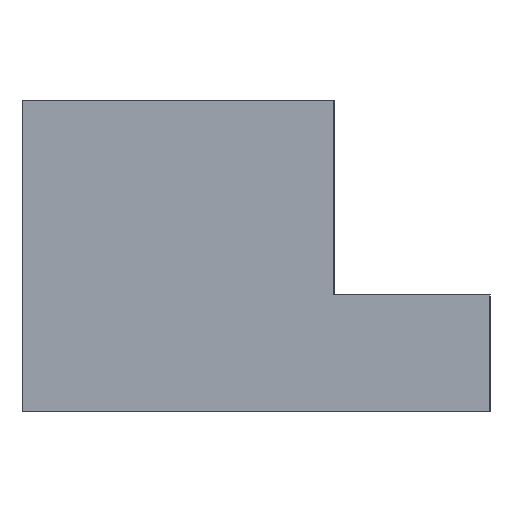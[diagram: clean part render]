
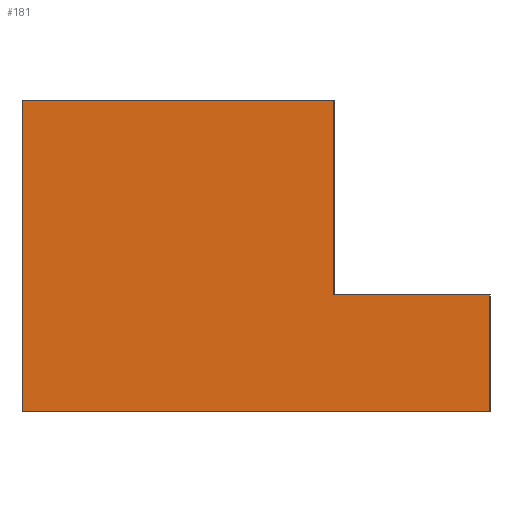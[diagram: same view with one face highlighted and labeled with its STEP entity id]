
A CAD part, left-side view. The second image highlights one B-rep face of the part: STEP entity #181.
In plain terms, the highlighted planar face has unit normal (-1, 0, 0).
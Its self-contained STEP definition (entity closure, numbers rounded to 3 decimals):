
#21 = EDGE_CURVE('',#22,#24,#26,.T.);
#22 = VERTEX_POINT('',#23);
#23 = CARTESIAN_POINT('',(0.,2.,0.));
#24 = VERTEX_POINT('',#25);
#25 = CARTESIAN_POINT('',(0.,2.,2.5));
#26 = LINE('',#27,#28);
#27 = CARTESIAN_POINT('',(0.,2.,0.));
#28 = VECTOR('',#29,1.);
#29 = DIRECTION('',(0.,0.,1.));
#61 = EDGE_CURVE('',#62,#22,#64,.T.);
#62 = VERTEX_POINT('',#63);
#63 = CARTESIAN_POINT('',(0.,0.,0.));
#64 = LINE('',#65,#66);
#65 = CARTESIAN_POINT('',(0.,0.,0.));
#66 = VECTOR('',#67,1.);
#67 = DIRECTION('',(0.,1.,0.));
#102 = VERTEX_POINT('',#103);
#103 = CARTESIAN_POINT('',(0.,6.,2.5));
#109 = EDGE_CURVE('',#102,#24,#110,.T.);
#110 = LINE('',#111,#112);
#111 = CARTESIAN_POINT('',(0.,6.,2.5));
#112 = VECTOR('',#113,1.);
#113 = DIRECTION('',(0.,-1.,0.));
#132 = VERTEX_POINT('',#133);
#133 = CARTESIAN_POINT('',(0.,0.,-1.5));
#139 = EDGE_CURVE('',#62,#132,#140,.T.);
#140 = LINE('',#141,#142);
#141 = CARTESIAN_POINT('',(0.,0.,0.));
#142 = VECTOR('',#143,1.);
#143 = DIRECTION('',(0.,0.,-1.));
#154 = EDGE_CURVE('',#132,#155,#157,.T.);
#155 = VERTEX_POINT('',#156);
#156 = CARTESIAN_POINT('',(0.,6.,-1.5));
#157 = LINE('',#158,#159);
#158 = CARTESIAN_POINT('',(0.,0.,-1.5));
#159 = VECTOR('',#160,1.);
#160 = DIRECTION('',(0.,1.,0.));
#181 = ADVANCED_FACE('',(#182),#195,.T.);
#182 = FACE_BOUND('',#183,.T.);
#183 = EDGE_LOOP('',(#184,#190,#191,#192,#193,#194));
#184 = ORIENTED_EDGE('',*,*,#185,.F.);
#185 = EDGE_CURVE('',#155,#102,#186,.T.);
#186 = LINE('',#187,#188);
#187 = CARTESIAN_POINT('',(0.,6.,0.));
#188 = VECTOR('',#189,1.);
#189 = DIRECTION('',(0.,0.,1.));
#190 = ORIENTED_EDGE('',*,*,#154,.F.);
#191 = ORIENTED_EDGE('',*,*,#139,.F.);
#192 = ORIENTED_EDGE('',*,*,#61,.T.);
#193 = ORIENTED_EDGE('',*,*,#21,.T.);
#194 = ORIENTED_EDGE('',*,*,#109,.F.);
#195 = PLANE('',#196);
#196 = AXIS2_PLACEMENT_3D('',#197,#198,#199);
#197 = CARTESIAN_POINT('',(0.,3.25,0.25));
#198 = DIRECTION('',(-1.,-0.,-0.));
#199 = DIRECTION('',(0.,0.,-1.));
